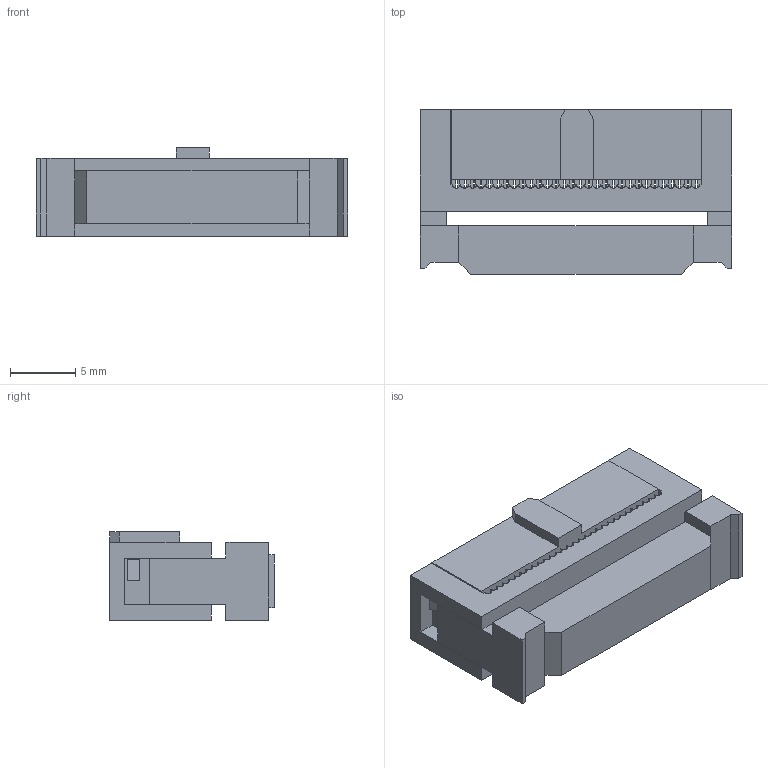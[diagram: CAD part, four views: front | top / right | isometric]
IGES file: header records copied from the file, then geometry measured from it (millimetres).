
Start section: SolidWorks IGES file using analytic representation for surfaces
Global section: file name: IDS-6 .IGS; native system: SolidWorks 2014; preprocessor: SolidWorks 2014; author: ewilson; date: 140729.102955; units: inch
Bounding box: 23.9 x 12.64 x 6.81 mm (x, y, z)
Surface area: 2248.9 mm2 (no closed solid volume)
Topology: 0 solids, 0 shells, 847 faces, 6350 edges, 6350 vertices
Faces by surface type: bspline 697, revolution 150
